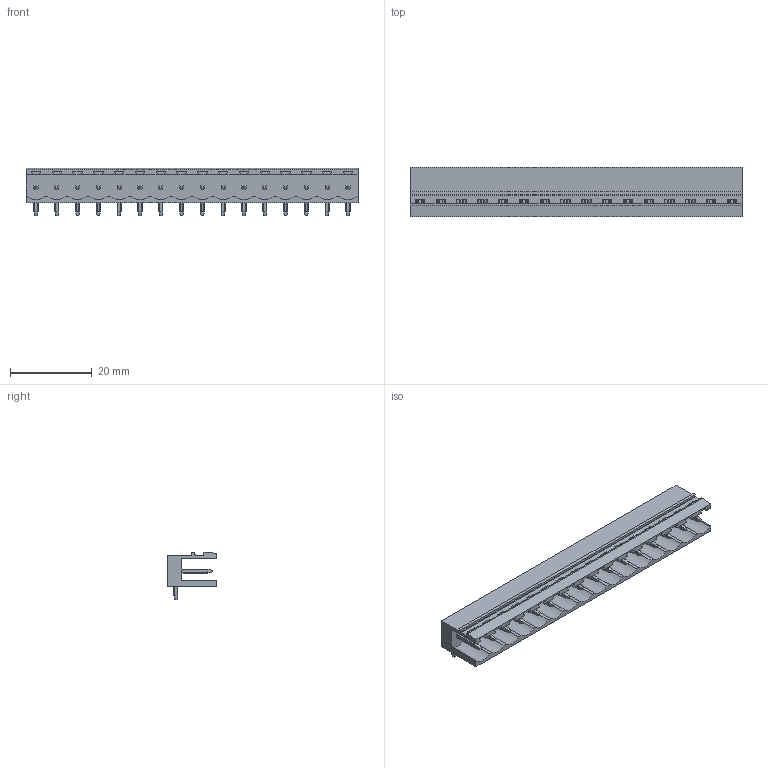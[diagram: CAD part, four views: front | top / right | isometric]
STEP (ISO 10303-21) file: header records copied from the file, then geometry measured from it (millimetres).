
FILE_DESCRIPTION(('CATIA V5 STEP Exchange','CAx-IF Rec.Pracs.--- Model Styling and Organization---1.2---2011-12-15'),'2;1');
FILE_NAME ('D1449012_0', '2018-10-25T10:20:14+00:00', ('none'), ('Weidmueller'), 'CATIA Version 5-6 Release 2014', 'CATIA V5 STEP AP214', 'none');
FILE_SCHEMA(('AUTOMOTIVE_DESIGN { 1 0 10303 214 1 1 1 1 }'));
Length unit declared in the file: millimetre
Products named in the file (1): 1147030000
Bounding box: 81.08 x 12 x 11.63 mm (x, y, z)
Volume: 3693.1 mm3; surface area: 6179.5 mm2
Topology: 17 solids, 17 shells, 787 faces, 2195 edges, 1410 vertices
Faces by surface type: plane 513, cylinder 274
Entity records: 22856 total; most frequent: CARTESIAN_POINT 5251, ORIENTED_EDGE 4390, DIRECTION 2463, EDGE_CURVE 2189, VECTOR 1517, LINE 1517, VERTEX_POINT 1402, EDGE_LOOP 819
